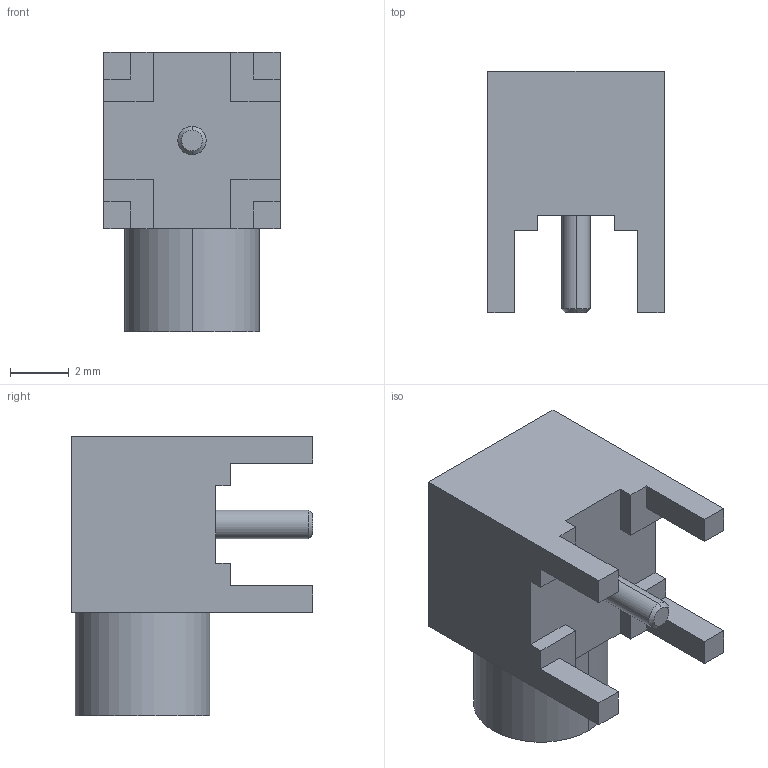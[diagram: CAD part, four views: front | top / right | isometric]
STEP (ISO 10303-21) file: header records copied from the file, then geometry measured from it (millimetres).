
FILE_DESCRIPTION((''),'2;1');
FILE_NAME('133-3701-311','2018-01-23T',('msouriphong'),(''),'PRO/ENGINEER BY PARAMETRIC TECHNOLOGY CORPORATION, 2011490','PRO/ENGINEER BY PARAMETRIC TECHNOLOGY CORPORATION, 2011490','');
FILE_SCHEMA(('CONFIG_CONTROL_DESIGN'));
Length unit declared in the file: inch
Products named in the file (1): 133-3701-311
Bounding box: 5.99 x 8.2 x 9.5 mm (x, y, z)
Volume: 217 mm3; surface area: 386.8 mm2
Topology: 1 solids, 1 shells, 65 faces, 156 edges, 99 vertices
Faces by surface type: plane 37, cylinder 16, cone 12
Entity records: 1902 total; most frequent: DIRECTION 326, CARTESIAN_POINT 318, ORIENTED_EDGE 308, EDGE_CURVE 154, VECTOR 112, LINE 112, AXIS2_PLACEMENT_3D 107, VERTEX_POINT 99
